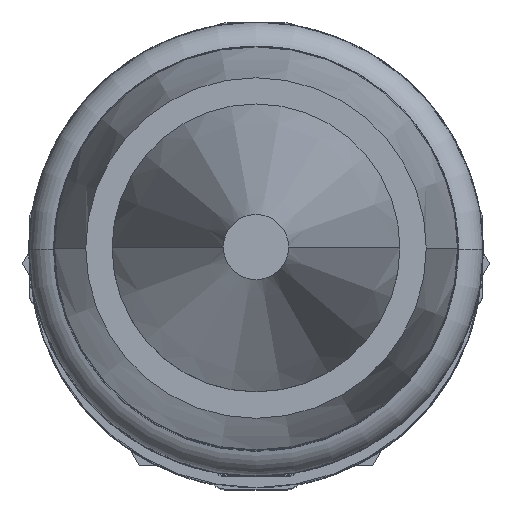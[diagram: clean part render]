
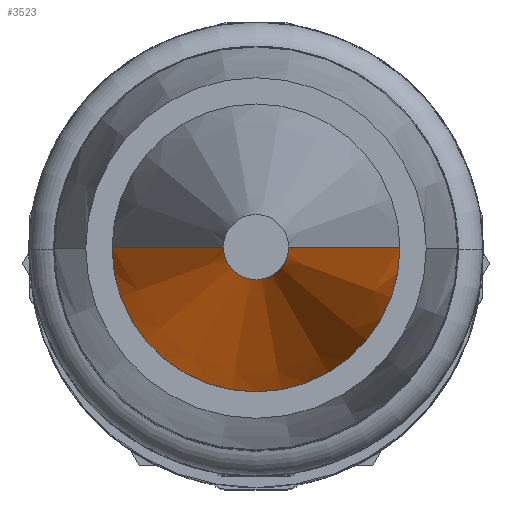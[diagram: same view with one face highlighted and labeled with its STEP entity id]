
A CAD part, top view. The second image highlights one B-rep face of the part: STEP entity #3523.
In plain terms, the highlighted conical face has half-angle 13 degrees and reference radius 4.625 mm.
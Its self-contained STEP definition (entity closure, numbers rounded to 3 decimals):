
#566 = VECTOR ( 'NONE', #9025, 1000. ) ;
#968 = LINE ( 'NONE', #8982, #566 ) ;
#1451 = CIRCLE ( 'NONE', #2284, 1.047 ) ;
#1676 = VECTOR ( 'NONE', #9379, 1000. ) ;
#1823 = LINE ( 'NONE', #8975, #1676 ) ;
#1947 = CIRCLE ( 'NONE', #2259, 4.625 ) ;
#2259 = AXIS2_PLACEMENT_3D ( 'NONE', #9242, #9096, #9005 ) ;
#2284 = AXIS2_PLACEMENT_3D ( 'NONE', #9084, #8810, #9299 ) ;
#3523 = ADVANCED_FACE ( 'NONE', ( #15098 ), #15129, .T. ) ;
#5010 = AXIS2_PLACEMENT_3D ( 'NONE', #13060, #13045, #13374 ) ;
#6620 = CARTESIAN_POINT ( 'NONE',  ( -1.047, 0., 314.5 ) ) ;
#6736 = CARTESIAN_POINT ( 'NONE',  ( 4.625, 0., 299. ) ) ;
#6877 = CARTESIAN_POINT ( 'NONE',  ( -4.625, 0., 299. ) ) ;
#7479 = CARTESIAN_POINT ( 'NONE',  ( 1.047, 0., 314.5 ) ) ;
#7706 = ORIENTED_EDGE ( 'NONE', *, *, #13956, .T. ) ;
#7733 = ORIENTED_EDGE ( 'NONE', *, *, #14217, .T. ) ;
#7789 = ORIENTED_EDGE ( 'NONE', *, *, #14474, .F. ) ;
#8164 = ORIENTED_EDGE ( 'NONE', *, *, #13922, .F. ) ;
#8810 = DIRECTION ( 'NONE',  ( 0., 0., 1. ) ) ;
#8975 = CARTESIAN_POINT ( 'NONE',  ( 4.625, 0., 299. ) ) ;
#8982 = CARTESIAN_POINT ( 'NONE',  ( -4.625, 0., 299. ) ) ;
#9005 = DIRECTION ( 'NONE',  ( 1., 0., 0. ) ) ;
#9025 = DIRECTION ( 'NONE',  ( -0.225, 0., -0.974 ) ) ;
#9084 = CARTESIAN_POINT ( 'NONE',  ( 0., 0., 314.5 ) ) ;
#9096 = DIRECTION ( 'NONE',  ( 0., 0., 1. ) ) ;
#9242 = CARTESIAN_POINT ( 'NONE',  ( 0., 0., 299. ) ) ;
#9299 = DIRECTION ( 'NONE',  ( 1., 0., 0. ) ) ;
#9379 = DIRECTION ( 'NONE',  ( 0.225, 0., -0.974 ) ) ;
#10759 = VERTEX_POINT ( 'NONE', #6620 ) ;
#10809 = EDGE_LOOP ( 'NONE', ( #8164, #7706, #7733, #7789 ) ) ;
#10971 = VERTEX_POINT ( 'NONE', #6877 ) ;
#10991 = VERTEX_POINT ( 'NONE', #6736 ) ;
#11151 = VERTEX_POINT ( 'NONE', #7479 ) ;
#13045 = DIRECTION ( 'NONE',  ( 0., 0., -1. ) ) ;
#13060 = CARTESIAN_POINT ( 'NONE',  ( 0., 0., 299. ) ) ;
#13374 = DIRECTION ( 'NONE',  ( 1., 0., 0. ) ) ;
#13922 = EDGE_CURVE ( 'NONE', #10759, #11151, #1451, .T. ) ;
#13956 = EDGE_CURVE ( 'NONE', #10759, #10971, #968, .T. ) ;
#14217 = EDGE_CURVE ( 'NONE', #10971, #10991, #1947, .T. ) ;
#14474 = EDGE_CURVE ( 'NONE', #11151, #10991, #1823, .T. ) ;
#15098 = FACE_OUTER_BOUND ( 'NONE', #10809, .T. ) ;
#15129 = CONICAL_SURFACE ( 'NONE', #5010, 4.625, 0.227 ) ;
